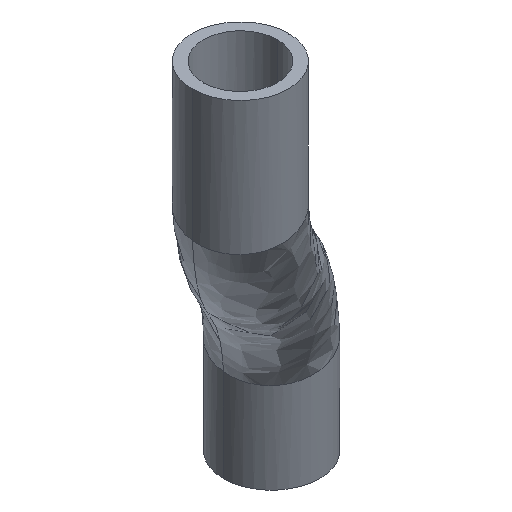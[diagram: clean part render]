
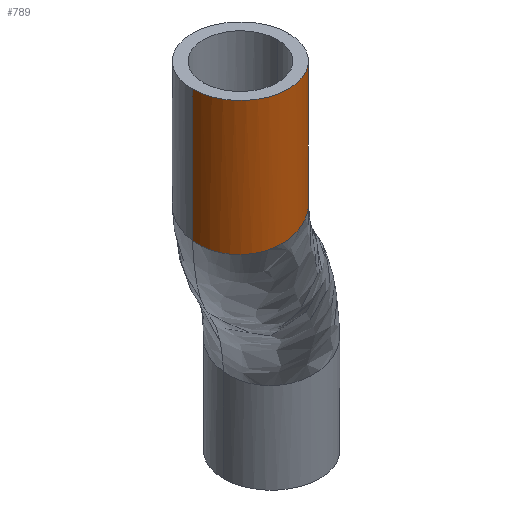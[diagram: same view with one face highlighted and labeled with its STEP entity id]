
A CAD part, isometric view. The second image highlights one B-rep face of the part: STEP entity #789.
In plain terms, the highlighted cylindrical face has radius 9.881 mm (diameter 19.761 mm), a partial arc.
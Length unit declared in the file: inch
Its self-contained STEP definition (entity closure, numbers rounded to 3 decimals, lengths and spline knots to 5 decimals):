
#28 = CARTESIAN_POINT ( 'NONE',  ( -1.26817, -1.56384, 2.38246 ) ) ;
#67 = CARTESIAN_POINT ( 'NONE',  ( -1.58837, -1.70485, 2.31432 ) ) ;
#95 = CARTESIAN_POINT ( 'NONE',  ( -1.88586, -1.54135, 2.28949 ) ) ;
#107 = CARTESIAN_POINT ( 'NONE',  ( -1.94682, -1.4074, 2.29746 ) ) ;
#119 = CARTESIAN_POINT ( 'NONE',  ( -1.33616, -1.62814, 2.36338 ) ) ;
#188 = EDGE_CURVE ( 'NONE', #1109, #2012, #909, .T. ) ;
#246 = CARTESIAN_POINT ( 'NONE',  ( -1.22792, -1.50643, 2.3967 ) ) ;
#253 = CARTESIAN_POINT ( 'NONE',  ( -1.17928, -1.31594, 3.368 ) ) ;
#296 = CARTESIAN_POINT ( 'NONE',  ( -1.79535, -1.63399, 2.29147 ) ) ;
#310 = CARTESIAN_POINT ( 'NONE',  ( -1.32529, -1.61975, 2.36615 ) ) ;
#320 = EDGE_CURVE ( 'NONE', #1496, #1720, #1380, .T. ) ;
#334 = CARTESIAN_POINT ( 'NONE',  ( -1.87483, -1.55613, 2.28928 ) ) ;
#336 = CARTESIAN_POINT ( 'NONE',  ( -1.95728, -1.31594, 3.368 ) ) ;
#346 = CARTESIAN_POINT ( 'NONE',  ( -1.91482, -1.49363, 2.2912 ) ) ;
#429 = DIRECTION ( 'NONE',  ( 0., 0., -1. ) ) ;
#445 = FACE_OUTER_BOUND ( 'NONE', #1972, .T. ) ;
#459 = CARTESIAN_POINT ( 'NONE',  ( -1.18553, -1.38682, 2.42062 ) ) ;
#475 = CARTESIAN_POINT ( 'NONE',  ( -1.31287, -1.60943, 2.36942 ) ) ;
#547 = CARTESIAN_POINT ( 'NONE',  ( -1.44431, -1.68512, 2.33921 ) ) ;
#567 = CARTESIAN_POINT ( 'NONE',  ( -1.56828, -1.31594, 3.368 ) ) ;
#723 = CARTESIAN_POINT ( 'NONE',  ( -1.20384, -1.45491, 2.40783 ) ) ;
#727 = CARTESIAN_POINT ( 'NONE',  ( -1.34728, -1.6362, 2.3606 ) ) ;
#732 = ORIENTED_EDGE ( 'NONE', *, *, #1093, .F. ) ;
#765 = CARTESIAN_POINT ( 'NONE',  ( -1.956, -1.35253, 2.30317 ) ) ;
#767 = CARTESIAN_POINT ( 'NONE',  ( -1.95728, -1.31594, 3.368 ) ) ;
#774 = VECTOR ( 'NONE', #2178, 39.37008 ) ;
#777 = CARTESIAN_POINT ( 'NONE',  ( -1.31824, -1.61393, 2.368 ) ) ;
#789 = ADVANCED_FACE ( 'NONE', ( #445 ), #1741, .T. ) ;
#804 = AXIS2_PLACEMENT_3D ( 'NONE', #567, #1021, #1881 ) ;
#909 = LINE ( 'NONE', #253, #774 ) ;
#938 = CARTESIAN_POINT ( 'NONE',  ( -1.17928, -1.33014, 2.42993 ) ) ;
#942 = CARTESIAN_POINT ( 'NONE',  ( -1.66117, -1.69414, 2.30444 ) ) ;
#968 = CARTESIAN_POINT ( 'NONE',  ( -1.56828, -1.31594, 3.368 ) ) ;
#974 = CARTESIAN_POINT ( 'NONE',  ( -1.5336, -1.70382, 2.32294 ) ) ;
#987 = EDGE_CURVE ( 'NONE', #2015, #1109, #1813, .T. ) ;
#999 = CARTESIAN_POINT ( 'NONE',  ( -1.60694, -1.70345, 2.31163 ) ) ;
#1021 = DIRECTION ( 'NONE',  ( 0., 0., 1. ) ) ;
#1093 = EDGE_CURVE ( 'NONE', #2012, #1720, #2088, .T. ) ;
#1106 = ORIENTED_EDGE ( 'NONE', *, *, #320, .T. ) ;
#1109 = VERTEX_POINT ( 'NONE', #2667 ) ;
#1127 = CARTESIAN_POINT ( 'NONE',  ( -1.24254, -1.53042, 2.39105 ) ) ;
#1179 = CARTESIAN_POINT ( 'NONE',  ( -1.71377, -1.67719, 2.29849 ) ) ;
#1205 = CARTESIAN_POINT ( 'NONE',  ( -1.93651, -1.4427, 2.29447 ) ) ;
#1214 = CARTESIAN_POINT ( 'NONE',  ( -1.64328, -1.69809, 2.3067 ) ) ;
#1226 = CARTESIAN_POINT ( 'NONE',  ( -1.83735, -1.59703, 2.28977 ) ) ;
#1309 = DIRECTION ( 'NONE',  ( -1., 0., 0. ) ) ;
#1380 = B_SPLINE_CURVE_WITH_KNOTS ( 'NONE', 3,
 ( #2454, #2468, #765, #1405, #107, #1205, #1388, #346, #1437, #95, #334, #2284, #2296, #1226, #1826, #296, #2712, #1179, #1633, #942, #1214, #999, #67, #2060, #974, #2034, #1811, #547, #1863, #2672, #2071, #1851, #727, #119, #2725, #310, #2483, #777 ),
 .UNSPECIFIED., .F., .F.,
 ( 4, 2, 2, 2, 2, 2, 2, 2, 2, 2, 2, 2, 2, 2, 2, 2, 2, 2, 4 ),
 ( 0.00869, 0.01009, 0.0115, 0.0129, 0.01431, 0.01571, 0.01641, 0.01712, 0.01993, 0.02133, 0.02273, 0.02414, 0.02554, 0.02695, 0.02835, 0.02976, 0.03046, 0.03081, 0.03116 ),
 .UNSPECIFIED. ) ;
#1388 = CARTESIAN_POINT ( 'NONE',  ( -1.93011, -1.45995, 2.29321 ) ) ;
#1405 = CARTESIAN_POINT ( 'NONE',  ( -1.95076, -1.38924, 2.29921 ) ) ;
#1437 = CARTESIAN_POINT ( 'NONE',  ( -1.90584, -1.51015, 2.29045 ) ) ;
#1496 = VERTEX_POINT ( 'NONE', #2780 ) ;
#1527 = ORIENTED_EDGE ( 'NONE', *, *, #987, .F. ) ;
#1548 = CARTESIAN_POINT ( 'NONE',  ( -1.17928, -1.31594, 2.43201 ) ) ;
#1564 = CARTESIAN_POINT ( 'NONE',  ( -1.30749, -1.60466, 2.37088 ) ) ;
#1633 = CARTESIAN_POINT ( 'NONE',  ( -1.69636, -1.68371, 2.30034 ) ) ;
#1720 = VERTEX_POINT ( 'NONE', #2401 ) ;
#1741 = CYLINDRICAL_SURFACE ( 'NONE', #2036, 0.389 ) ;
#1772 = CARTESIAN_POINT ( 'NONE',  ( -1.27735, -1.57455, 2.37957 ) ) ;
#1806 = CARTESIAN_POINT ( 'NONE',  ( -1.19474, -1.42813, 2.41314 ) ) ;
#1811 = CARTESIAN_POINT ( 'NONE',  ( -1.4796, -1.69514, 2.33244 ) ) ;
#1813 = CIRCLE ( 'NONE', #804, 0.389 ) ;
#1826 = CARTESIAN_POINT ( 'NONE',  ( -1.8305, -1.60343, 2.28999 ) ) ;
#1851 = CARTESIAN_POINT ( 'NONE',  ( -1.3549, -1.64132, 2.35876 ) ) ;
#1863 = CARTESIAN_POINT ( 'NONE',  ( -1.42722, -1.67892, 2.34267 ) ) ;
#1881 = DIRECTION ( 'NONE',  ( 1., 0., 0. ) ) ;
#1906 = ORIENTED_EDGE ( 'NONE', *, *, #2141, .T. ) ;
#1972 = EDGE_LOOP ( 'NONE', ( #2131, #1527, #1906, #1106, #732 ) ) ;
#2012 = VERTEX_POINT ( 'NONE', #2508 ) ;
#2015 = VERTEX_POINT ( 'NONE', #767 ) ;
#2034 = CARTESIAN_POINT ( 'NONE',  ( -1.49756, -1.69889, 2.32917 ) ) ;
#2036 = AXIS2_PLACEMENT_3D ( 'NONE', #968, #429, #1309 ) ;
#2060 = CARTESIAN_POINT ( 'NONE',  ( -1.55176, -1.70502, 2.31997 ) ) ;
#2071 = CARTESIAN_POINT ( 'NONE',  ( -1.3781, -1.65577, 2.35329 ) ) ;
#2088 = B_SPLINE_CURVE_WITH_KNOTS ( 'NONE', 3,
 ( #1548, #938, #2615, #2404, #459, #1806, #723, #246, #1127, #28, #1772, #2651, #2633, #1564, #475, #2220 ),
 .UNSPECIFIED., .F., .F.,
 ( 4, 2, 2, 2, 2, 2, 2, 4 ),
 ( 0.02249, 0.02358, 0.02467, 0.02685, 0.02903, 0.03012, 0.03066, 0.03121 ),
 .UNSPECIFIED. ) ;
#2131 = ORIENTED_EDGE ( 'NONE', *, *, #188, .F. ) ;
#2141 = EDGE_CURVE ( 'NONE', #2015, #1496, #2286, .T. ) ;
#2178 = DIRECTION ( 'NONE',  ( 0., 0., -1. ) ) ;
#2220 = CARTESIAN_POINT ( 'NONE',  ( -1.31824, -1.61393, 2.368 ) ) ;
#2284 = CARTESIAN_POINT ( 'NONE',  ( -1.85674, -1.57709, 2.28935 ) ) ;
#2286 = LINE ( 'NONE', #336, #2794 ) ;
#2296 = CARTESIAN_POINT ( 'NONE',  ( -1.85045, -1.58387, 2.28945 ) ) ;
#2401 = CARTESIAN_POINT ( 'NONE',  ( -1.31824, -1.61393, 2.368 ) ) ;
#2404 = CARTESIAN_POINT ( 'NONE',  ( -1.1832, -1.37284, 2.42304 ) ) ;
#2454 = CARTESIAN_POINT ( 'NONE',  ( -1.95728, -1.31594, 2.30773 ) ) ;
#2468 = CARTESIAN_POINT ( 'NONE',  ( -1.95728, -1.33422, 2.30535 ) ) ;
#2483 = CARTESIAN_POINT ( 'NONE',  ( -1.3217, -1.61684, 2.36709 ) ) ;
#2508 = CARTESIAN_POINT ( 'NONE',  ( -1.17928, -1.31594, 2.43201 ) ) ;
#2615 = CARTESIAN_POINT ( 'NONE',  ( -1.18006, -1.34443, 2.4277 ) ) ;
#2633 = CARTESIAN_POINT ( 'NONE',  ( -1.29712, -1.59495, 2.37377 ) ) ;
#2651 = CARTESIAN_POINT ( 'NONE',  ( -1.29207, -1.58995, 2.37522 ) ) ;
#2663 = DIRECTION ( 'NONE',  ( 0., 0., -1. ) ) ;
#2667 = CARTESIAN_POINT ( 'NONE',  ( -1.17928, -1.31594, 3.368 ) ) ;
#2672 = CARTESIAN_POINT ( 'NONE',  ( -1.39411, -1.66425, 2.3497 ) ) ;
#2712 = CARTESIAN_POINT ( 'NONE',  ( -1.76439, -1.65394, 2.29367 ) ) ;
#2725 = CARTESIAN_POINT ( 'NONE',  ( -1.33251, -1.62538, 2.3643 ) ) ;
#2780 = CARTESIAN_POINT ( 'NONE',  ( -1.95728, -1.31594, 2.30773 ) ) ;
#2794 = VECTOR ( 'NONE', #2663, 39.37008 ) ;
